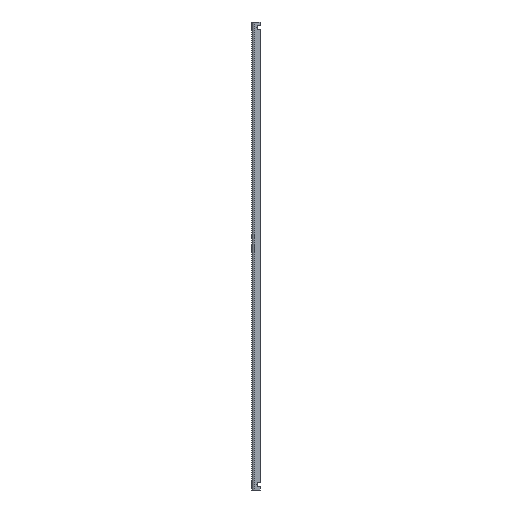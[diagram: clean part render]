
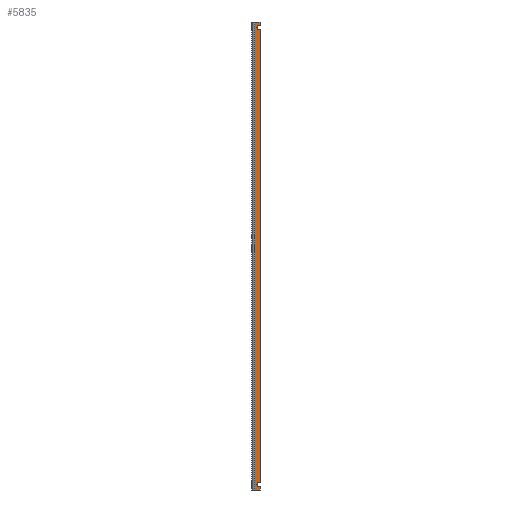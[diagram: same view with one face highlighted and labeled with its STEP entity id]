
A CAD part, left-side view. The second image highlights one B-rep face of the part: STEP entity #5835.
In plain terms, the highlighted planar face has unit normal (-1, 0, 0).
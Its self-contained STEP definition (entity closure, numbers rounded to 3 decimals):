
#54=DIRECTION('',(0.,1.,0.));
#55=VECTOR('',#54,5.);
#56=CARTESIAN_POINT('',(-186.,-7.,-215.75));
#57=LINE('',#56,#55);
#2101=CARTESIAN_POINT('',(-186.,-6.14,-210.75));
#2102=DIRECTION('',(1.,0.,0.));
#2103=DIRECTION('',(0.,-0.43,-0.903));
#2104=AXIS2_PLACEMENT_3D('',#2101,#2102,#2103);
#2111=DIRECTION('',(0.,0.,1.));
#2112=VECTOR('',#2111,3.194);
#2113=CARTESIAN_POINT('',(-186.,-7.,-215.75));
#2114=LINE('',#2113,#2112);
#2115=DIRECTION('',(0.,0.,1.));
#2116=VECTOR('',#2115,3.194);
#2117=CARTESIAN_POINT('',(-186.,-7.,212.556));
#2118=LINE('',#2117,#2116);
#2119=DIRECTION('',(0.,0.,1.));
#2120=VECTOR('',#2119,417.889);
#2121=CARTESIAN_POINT('',(-186.,-7.,-208.944));
#2122=LINE('',#2121,#2120);
#2156=CARTESIAN_POINT('',(-186.,-6.14,210.75));
#2157=DIRECTION('',(1.,0.,0.));
#2158=DIRECTION('',(0.,-0.43,-0.903));
#2159=AXIS2_PLACEMENT_3D('',#2156,#2157,#2158);
#2178=DIRECTION('',(0.,1.,0.));
#2179=VECTOR('',#2178,5.);
#2180=CARTESIAN_POINT('',(-186.,-7.,215.75));
#2181=LINE('',#2180,#2179);
#2213=DIRECTION('',(0.,0.,1.));
#2214=VECTOR('',#2213,431.5);
#2215=CARTESIAN_POINT('',(-186.,-2.,-215.75));
#2216=LINE('',#2215,#2214);
#2397=CARTESIAN_POINT('',(-186.,-7.,-215.75));
#2398=CARTESIAN_POINT('',(-186.,-2.,-215.75));
#2399=VERTEX_POINT('',#2397);
#2400=VERTEX_POINT('',#2398);
#2405=CARTESIAN_POINT('',(-186.,-7.,215.75));
#2406=CARTESIAN_POINT('',(-186.,-2.,215.75));
#2407=VERTEX_POINT('',#2405);
#2408=VERTEX_POINT('',#2406);
#2438=CARTESIAN_POINT('',(-186.,-7.,212.556));
#2440=VERTEX_POINT('',#2438);
#2442=CARTESIAN_POINT('',(-186.,-7.,208.944));
#2444=VERTEX_POINT('',#2442);
#2445=CARTESIAN_POINT('',(-186.,-7.,-212.556));
#2447=VERTEX_POINT('',#2445);
#2449=CARTESIAN_POINT('',(-186.,-7.,-208.944));
#2451=VERTEX_POINT('',#2449);
#5814=CARTESIAN_POINT('',(-186.,-7.,-215.75));
#5815=DIRECTION('',(1.,0.,0.));
#5816=DIRECTION('',(0.,1.,0.));
#5817=AXIS2_PLACEMENT_3D('',#5814,#5815,#5816);
#5818=PLANE('',#5817);
#5819=ORIENTED_EDGE('',*,*,#5804,.F.);
#5821=ORIENTED_EDGE('',*,*,#5820,.F.);
#5822=ORIENTED_EDGE('',*,*,#3054,.T.);
#5824=ORIENTED_EDGE('',*,*,#5823,.T.);
#5826=ORIENTED_EDGE('',*,*,#5825,.F.);
#5828=ORIENTED_EDGE('',*,*,#5827,.F.);
#5830=ORIENTED_EDGE('',*,*,#5829,.F.);
#5832=ORIENTED_EDGE('',*,*,#5831,.F.);
#5833=EDGE_LOOP('',(#5819,#5821,#5822,#5824,#5826,#5828,#5830,#5832));
#5834=FACE_OUTER_BOUND('',#5833,.F.);
#5835=ADVANCED_FACE('',(#5834),#5818,.F.);
#2105=CIRCLE('',#2104,2.);
#2160=CIRCLE('',#2159,2.);
#3054=EDGE_CURVE('',#2399,#2400,#57,.T.);
#5804=EDGE_CURVE('',#2447,#2451,#2105,.T.);
#5820=EDGE_CURVE('',#2399,#2447,#2114,.T.);
#5823=EDGE_CURVE('',#2400,#2408,#2216,.T.);
#5825=EDGE_CURVE('',#2407,#2408,#2181,.T.);
#5827=EDGE_CURVE('',#2440,#2407,#2118,.T.);
#5829=EDGE_CURVE('',#2444,#2440,#2160,.T.);
#5831=EDGE_CURVE('',#2451,#2444,#2122,.T.);
